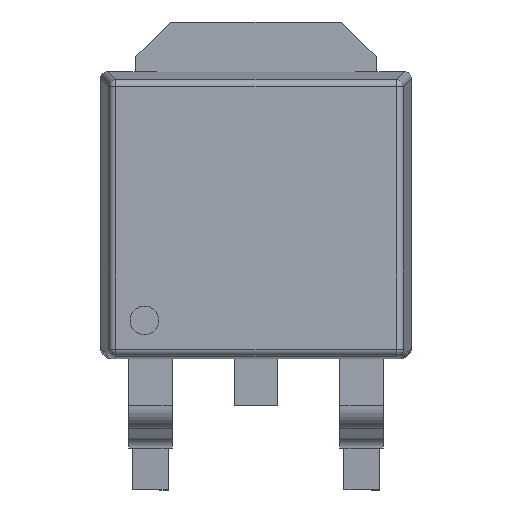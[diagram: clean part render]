
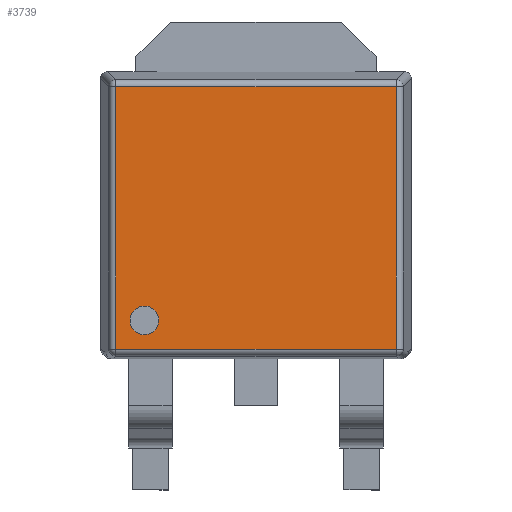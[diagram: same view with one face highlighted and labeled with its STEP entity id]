
A CAD part, top view. The second image highlights one B-rep face of the part: STEP entity #3739.
In plain terms, the highlighted planar face has unit normal (0, 0, 1).
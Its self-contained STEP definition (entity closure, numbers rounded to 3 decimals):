
#38 = EDGE_LOOP ( 'NONE', ( #3252, #2077, #2785, #968 ) ) ;
#94 = EDGE_CURVE ( 'NONE', #3380, #2400, #674, .T. ) ;
#191 = EDGE_CURVE ( 'NONE', #2932, #1494, #762, .T. ) ;
#278 = DIRECTION ( 'NONE',  ( 0., 1., 0. ) ) ;
#299 = VECTOR ( 'NONE', #3582, 1000. ) ;
#563 = FACE_BOUND ( 'NONE', #1200, .T. ) ;
#623 = EDGE_CURVE ( 'NONE', #2176, #1376, #1575, .T. ) ;
#674 = LINE ( 'NONE', #955, #299 ) ;
#762 = LINE ( 'NONE', #1368, #3134 ) ;
#891 = VECTOR ( 'NONE', #1314, 1000. ) ;
#955 = CARTESIAN_POINT ( 'NONE',  ( -3.176, 2.787, 1.195 ) ) ;
#968 = ORIENTED_EDGE ( 'NONE', *, *, #94, .T. ) ;
#1136 = CARTESIAN_POINT ( 'NONE',  ( 0., 0., 1.195 ) ) ;
#1200 = EDGE_LOOP ( 'NONE', ( #2245, #2131 ) ) ;
#1251 = DIRECTION ( 'NONE',  ( 1., 0., 0. ) ) ;
#1314 = DIRECTION ( 'NONE',  ( 0., -1., 0. ) ) ;
#1368 = CARTESIAN_POINT ( 'NONE',  ( 3.176, -2.902, 1.195 ) ) ;
#1376 = VERTEX_POINT ( 'NONE', #1392 ) ;
#1392 = CARTESIAN_POINT ( 'NONE',  ( -2.73, -2.28, 1.195 ) ) ;
#1423 = AXIS2_PLACEMENT_3D ( 'NONE', #2768, #2468, #1555 ) ;
#1494 = VERTEX_POINT ( 'NONE', #2458 ) ;
#1555 = DIRECTION ( 'NONE',  ( 1., 0., 0. ) ) ;
#1575 = CIRCLE ( 'NONE', #2448, 0.311 ) ;
#1577 = CARTESIAN_POINT ( 'NONE',  ( 3.041, 2.787, 1.195 ) ) ;
#1678 = DIRECTION ( 'NONE',  ( 1., 0., 0. ) ) ;
#1767 = EDGE_CURVE ( 'NONE', #1376, #2176, #2964, .T. ) ;
#1849 = EDGE_CURVE ( 'NONE', #1494, #3380, #2557, .T. ) ;
#2056 = EDGE_CURVE ( 'NONE', #2400, #2932, #3040, .T. ) ;
#2077 = ORIENTED_EDGE ( 'NONE', *, *, #191, .T. ) ;
#2104 = VECTOR ( 'NONE', #278, 1000. ) ;
#2131 = ORIENTED_EDGE ( 'NONE', *, *, #1767, .F. ) ;
#2176 = VERTEX_POINT ( 'NONE', #3703 ) ;
#2245 = ORIENTED_EDGE ( 'NONE', *, *, #623, .F. ) ;
#2295 = DIRECTION ( 'NONE',  ( 1., 0., 0. ) ) ;
#2367 = CARTESIAN_POINT ( 'NONE',  ( -3.041, -2.902, 1.195 ) ) ;
#2400 = VERTEX_POINT ( 'NONE', #2774 ) ;
#2448 = AXIS2_PLACEMENT_3D ( 'NONE', #2913, #3275, #1251 ) ;
#2458 = CARTESIAN_POINT ( 'NONE',  ( 3.041, -2.902, 1.195 ) ) ;
#2468 = DIRECTION ( 'NONE',  ( 0., 0., 1. ) ) ;
#2557 = LINE ( 'NONE', #3452, #2104 ) ;
#2744 = CARTESIAN_POINT ( 'NONE',  ( -3.041, -3.037, 1.195 ) ) ;
#2768 = CARTESIAN_POINT ( 'NONE',  ( -2.419, -2.28, 1.195 ) ) ;
#2774 = CARTESIAN_POINT ( 'NONE',  ( -3.041, 2.787, 1.195 ) ) ;
#2785 = ORIENTED_EDGE ( 'NONE', *, *, #1849, .T. ) ;
#2913 = CARTESIAN_POINT ( 'NONE',  ( -2.419, -2.28, 1.195 ) ) ;
#2931 = PLANE ( 'NONE',  #3371 ) ;
#2932 = VERTEX_POINT ( 'NONE', #2367 ) ;
#2964 = CIRCLE ( 'NONE', #1423, 0.311 ) ;
#3040 = LINE ( 'NONE', #2744, #891 ) ;
#3134 = VECTOR ( 'NONE', #1678, 1000. ) ;
#3171 = DIRECTION ( 'NONE',  ( 0., 0., 1. ) ) ;
#3252 = ORIENTED_EDGE ( 'NONE', *, *, #2056, .T. ) ;
#3275 = DIRECTION ( 'NONE',  ( 0., 0., 1. ) ) ;
#3371 = AXIS2_PLACEMENT_3D ( 'NONE', #1136, #3171, #2295 ) ;
#3380 = VERTEX_POINT ( 'NONE', #1577 ) ;
#3452 = CARTESIAN_POINT ( 'NONE',  ( 3.041, 2.922, 1.195 ) ) ;
#3582 = DIRECTION ( 'NONE',  ( -1., 0., 0. ) ) ;
#3703 = CARTESIAN_POINT ( 'NONE',  ( -2.108, -2.28, 1.195 ) ) ;
#3739 = ADVANCED_FACE ( 'NONE', ( #563, #3744 ), #2931, .T. ) ;
#3744 = FACE_OUTER_BOUND ( 'NONE', #38, .T. ) ;
